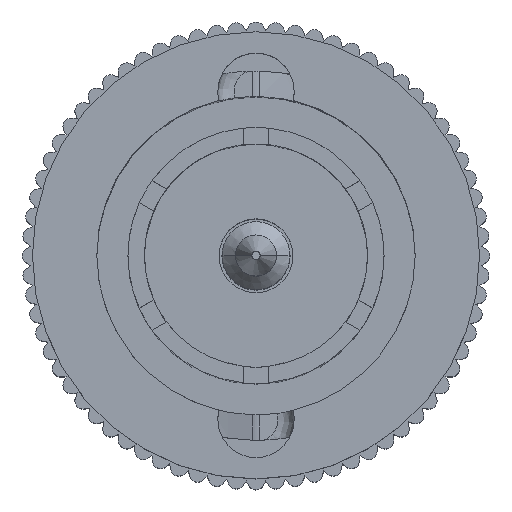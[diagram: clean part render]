
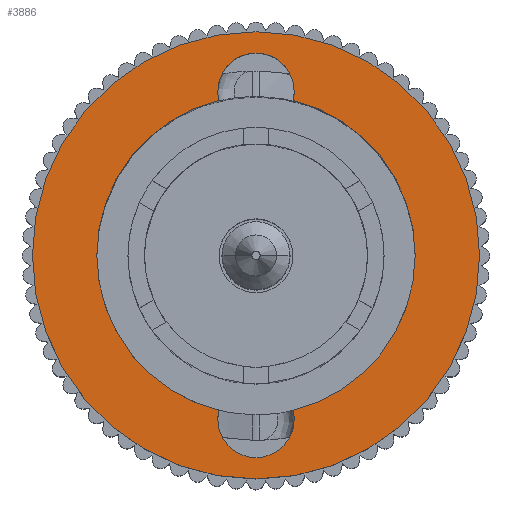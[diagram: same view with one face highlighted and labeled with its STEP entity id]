
A CAD part, top view. The second image highlights one B-rep face of the part: STEP entity #3886.
In plain terms, the highlighted planar face has unit normal (0, 0, 1).
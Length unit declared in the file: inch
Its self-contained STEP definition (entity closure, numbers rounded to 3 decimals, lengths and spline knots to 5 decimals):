
#3187 = VERTEX_POINT ( 'NONE', #8644 ) ;
#3188 = VERTEX_POINT ( 'NONE', #8625 ) ;
#3193 = VERTEX_POINT ( 'NONE', #8677 ) ;
#3199 = VERTEX_POINT ( 'NONE', #8657 ) ;
#3206 = VERTEX_POINT ( 'NONE', #8684 ) ;
#3213 = EDGE_CURVE ( 'NONE', #3199, #3193, #8761, .T. ) ;
#3223 = EDGE_CURVE ( 'NONE', #3188, #3318, #8656, .T. ) ;
#3244 = VERTEX_POINT ( 'NONE', #8891 ) ;
#3246 = EDGE_CURVE ( 'NONE', #3244, #3188, #8874, .T. ) ;
#3261 = EDGE_CURVE ( 'NONE', #3294, #3206, #8873, .T. ) ;
#3263 = EDGE_CURVE ( 'NONE', #3274, #3264, #8857, .T. ) ;
#3264 = VERTEX_POINT ( 'NONE', #8840 ) ;
#3274 = VERTEX_POINT ( 'NONE', #8920 ) ;
#3276 = EDGE_CURVE ( 'NONE', #3318, #3274, #8919, .T. ) ;
#3282 = EDGE_CURVE ( 'NONE', #3187, #3199, #8787, .T. ) ;
#3294 = VERTEX_POINT ( 'NONE', #8938 ) ;
#3318 = VERTEX_POINT ( 'NONE', #9095 ) ;
#3642 = VERTEX_POINT ( 'NONE', #9699 ) ;
#3696 = VERTEX_POINT ( 'NONE', #9837 ) ;
#3705 = EDGE_CURVE ( 'NONE', #3642, #3696, #9889, .T. ) ;
#3879 = ORIENTED_EDGE ( 'NONE', *, *, #4037, .F. ) ;
#3884 = ORIENTED_EDGE ( 'NONE', *, *, #3263, .F. ) ;
#3885 = ORIENTED_EDGE ( 'NONE', *, *, #3276, .F. ) ;
#3886 = ADVANCED_FACE ( 'NONE', ( #10373, #10372 ), #10371, .T. ) ;
#3887 = ORIENTED_EDGE ( 'NONE', *, *, #3888, .F. ) ;
#3888 = EDGE_CURVE ( 'NONE', #3206, #3244, #10286, .T. ) ;
#3905 = ORIENTED_EDGE ( 'NONE', *, *, #3223, .F. ) ;
#3906 = ORIENTED_EDGE ( 'NONE', *, *, #3246, .F. ) ;
#3910 = ORIENTED_EDGE ( 'NONE', *, *, #3705, .T. ) ;
#3911 = ORIENTED_EDGE ( 'NONE', *, *, #3945, .T. ) ;
#3945 = EDGE_CURVE ( 'NONE', #3696, #3642, #10319, .T. ) ;
#3949 = ORIENTED_EDGE ( 'NONE', *, *, #3282, .F. ) ;
#3950 = ORIENTED_EDGE ( 'NONE', *, *, #4064, .F. ) ;
#3952 = ORIENTED_EDGE ( 'NONE', *, *, #3261, .F. ) ;
#3953 = EDGE_LOOP ( 'NONE', ( #3910, #3911 ) ) ;
#4033 = EDGE_LOOP ( 'NONE', ( #3879, #4036, #3949, #3950, #3884, #3885, #3905, #3906, #3887, #3952 ) ) ;
#4036 = ORIENTED_EDGE ( 'NONE', *, *, #3213, .F. ) ;
#4037 = EDGE_CURVE ( 'NONE', #3193, #3294, #10571, .T. ) ;
#4064 = EDGE_CURVE ( 'NONE', #3264, #3187, #10483, .T. ) ;
#8625 = CARTESIAN_POINT ( 'NONE',  ( 0.0465, -0.2, 0. ) ) ;
#8644 = CARTESIAN_POINT ( 'NONE',  ( 0.0465, 0.2, 0. ) ) ;
#8653 = DIRECTION ( 'NONE',  ( 1., 0., 0. ) ) ;
#8654 = DIRECTION ( 'NONE',  ( 0., 0., 1. ) ) ;
#8655 = AXIS2_PLACEMENT_3D ( 'NONE', #8724, #8654, #8653 ) ;
#8656 = CIRCLE ( 'NONE', #8655, 0.0465 ) ;
#8657 = CARTESIAN_POINT ( 'NONE',  ( -0.0465, 0.2, 0. ) ) ;
#8677 = CARTESIAN_POINT ( 'NONE',  ( -0.0451, 0.18868, 0. ) ) ;
#8684 = CARTESIAN_POINT ( 'NONE',  ( -0.0451, -0.18868, 0. ) ) ;
#8724 = CARTESIAN_POINT ( 'NONE',  ( 0., -0.2, 0. ) ) ;
#8757 = DIRECTION ( 'NONE',  ( -1., 0., 0. ) ) ;
#8758 = DIRECTION ( 'NONE',  ( 0., 0., 1. ) ) ;
#8759 = CARTESIAN_POINT ( 'NONE',  ( 0., 0.2, 0. ) ) ;
#8760 = AXIS2_PLACEMENT_3D ( 'NONE', #8759, #8758, #8757 ) ;
#8761 = CIRCLE ( 'NONE', #8760, 0.0465 ) ;
#8783 = CARTESIAN_POINT ( 'NONE',  ( 0., 0.2, 0. ) ) ;
#8785 = DIRECTION ( 'NONE',  ( 0., 0., 1. ) ) ;
#8786 = AXIS2_PLACEMENT_3D ( 'NONE', #8783, #8785, #8909 ) ;
#8787 = CIRCLE ( 'NONE', #8786, 0.0465 ) ;
#8810 = DIRECTION ( 'NONE',  ( 0., 0., 1. ) ) ;
#8815 = CARTESIAN_POINT ( 'NONE',  ( 0., -0.2, 0. ) ) ;
#8840 = CARTESIAN_POINT ( 'NONE',  ( 0.0451, 0.18868, 0. ) ) ;
#8841 = AXIS2_PLACEMENT_3D ( 'NONE', #8815, #8810, #8846 ) ;
#8846 = DIRECTION ( 'NONE',  ( 1., 0., 0. ) ) ;
#8851 = DIRECTION ( 'NONE',  ( 1., 0., 0. ) ) ;
#8852 = DIRECTION ( 'NONE',  ( 0., 0., 1. ) ) ;
#8853 = AXIS2_PLACEMENT_3D ( 'NONE', #8918, #8852, #8851 ) ;
#8854 = DIRECTION ( 'NONE',  ( 1., 0., 0. ) ) ;
#8855 = DIRECTION ( 'NONE',  ( 0., 0., 1. ) ) ;
#8856 = AXIS2_PLACEMENT_3D ( 'NONE', #8933, #8855, #8854 ) ;
#8857 = CIRCLE ( 'NONE', #8856, 0.194 ) ;
#8873 = CIRCLE ( 'NONE', #8932, 0.194 ) ;
#8874 = CIRCLE ( 'NONE', #8841, 0.0465 ) ;
#8891 = CARTESIAN_POINT ( 'NONE',  ( -0.0465, -0.2, 0. ) ) ;
#8909 = DIRECTION ( 'NONE',  ( -1., 0., 0. ) ) ;
#8918 = CARTESIAN_POINT ( 'NONE',  ( 0., 0., 0. ) ) ;
#8919 = CIRCLE ( 'NONE', #8853, 0.194 ) ;
#8920 = CARTESIAN_POINT ( 'NONE',  ( 0.194, 0., 0. ) ) ;
#8929 = DIRECTION ( 'NONE',  ( 1., 0., 0. ) ) ;
#8930 = DIRECTION ( 'NONE',  ( 0., 0., 1. ) ) ;
#8931 = CARTESIAN_POINT ( 'NONE',  ( 0., 0., 0. ) ) ;
#8932 = AXIS2_PLACEMENT_3D ( 'NONE', #8931, #8930, #8929 ) ;
#8933 = CARTESIAN_POINT ( 'NONE',  ( 0., 0., 0. ) ) ;
#8938 = CARTESIAN_POINT ( 'NONE',  ( -0.194, 0., 0. ) ) ;
#9095 = CARTESIAN_POINT ( 'NONE',  ( 0.0451, -0.18868, 0. ) ) ;
#9699 = CARTESIAN_POINT ( 'NONE',  ( 0.2725, 0., 0. ) ) ;
#9837 = CARTESIAN_POINT ( 'NONE',  ( -0.2725, 0., 0. ) ) ;
#9885 = DIRECTION ( 'NONE',  ( 1., 0., 0. ) ) ;
#9886 = DIRECTION ( 'NONE',  ( 0., 0., 1. ) ) ;
#9887 = CARTESIAN_POINT ( 'NONE',  ( 0., 0., 0. ) ) ;
#9888 = AXIS2_PLACEMENT_3D ( 'NONE', #9887, #9886, #9885 ) ;
#9889 = CIRCLE ( 'NONE', #9888, 0.2725 ) ;
#10282 = DIRECTION ( 'NONE',  ( 1., 0., 0. ) ) ;
#10283 = DIRECTION ( 'NONE',  ( 0., 0., 1. ) ) ;
#10284 = CARTESIAN_POINT ( 'NONE',  ( 0., -0.2, 0. ) ) ;
#10285 = AXIS2_PLACEMENT_3D ( 'NONE', #10284, #10283, #10282 ) ;
#10286 = CIRCLE ( 'NONE', #10285, 0.0465 ) ;
#10287 = DIRECTION ( 'NONE',  ( 1., 0., 0. ) ) ;
#10315 = DIRECTION ( 'NONE',  ( 1., 0., 0. ) ) ;
#10316 = DIRECTION ( 'NONE',  ( 0., 0., 1. ) ) ;
#10317 = CARTESIAN_POINT ( 'NONE',  ( 0., 0., 0. ) ) ;
#10318 = AXIS2_PLACEMENT_3D ( 'NONE', #10317, #10316, #10315 ) ;
#10319 = CIRCLE ( 'NONE', #10318, 0.2725 ) ;
#10368 = DIRECTION ( 'NONE',  ( 0., 0., 1. ) ) ;
#10369 = CARTESIAN_POINT ( 'NONE',  ( 0.2725, 0., 0. ) ) ;
#10370 = AXIS2_PLACEMENT_3D ( 'NONE', #10369, #10368, #10287 ) ;
#10371 = PLANE ( 'NONE',  #10370 ) ;
#10372 = FACE_OUTER_BOUND ( 'NONE', #3953, .T. ) ;
#10373 = FACE_BOUND ( 'NONE', #4033, .T. ) ;
#10480 = DIRECTION ( 'NONE',  ( -1., 0., 0. ) ) ;
#10481 = DIRECTION ( 'NONE',  ( 0., 0., 1. ) ) ;
#10482 = AXIS2_PLACEMENT_3D ( 'NONE', #10489, #10481, #10480 ) ;
#10483 = CIRCLE ( 'NONE', #10482, 0.0465 ) ;
#10489 = CARTESIAN_POINT ( 'NONE',  ( 0., 0.2, 0. ) ) ;
#10567 = DIRECTION ( 'NONE',  ( 1., 0., 0. ) ) ;
#10568 = DIRECTION ( 'NONE',  ( 0., 0., 1. ) ) ;
#10569 = CARTESIAN_POINT ( 'NONE',  ( 0., 0., 0. ) ) ;
#10570 = AXIS2_PLACEMENT_3D ( 'NONE', #10569, #10568, #10567 ) ;
#10571 = CIRCLE ( 'NONE', #10570, 0.194 ) ;
